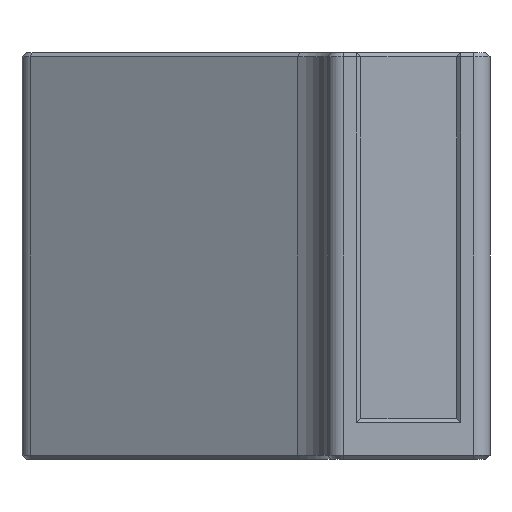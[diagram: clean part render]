
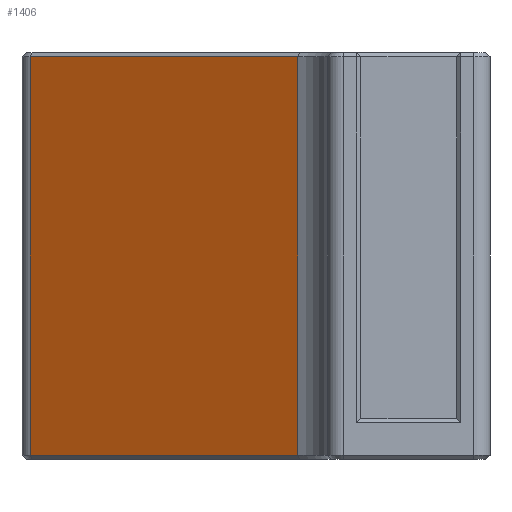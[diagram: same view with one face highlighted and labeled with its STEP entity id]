
A CAD part, front view. The second image highlights one B-rep face of the part: STEP entity #1406.
In plain terms, the highlighted planar face has unit normal (-0.5, -0.866, 0).
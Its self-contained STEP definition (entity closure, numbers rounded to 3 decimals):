
#88=FACE_OUTER_BOUND('',#177,.T.);
#177=EDGE_LOOP('',(#1096,#1097,#1098,#1099));
#284=LINE('',#2099,#451);
#370=LINE('',#2290,#537);
#371=LINE('',#2293,#538);
#372=LINE('',#2294,#539);
#451=VECTOR('',#1672,10.);
#537=VECTOR('',#1858,10.);
#538=VECTOR('',#1861,10.);
#539=VECTOR('',#1862,10.);
#620=VERTEX_POINT('',#2090);
#622=VERTEX_POINT('',#2096);
#678=VERTEX_POINT('',#2288);
#679=VERTEX_POINT('',#2292);
#742=EDGE_CURVE('',#620,#622,#284,.T.);
#841=EDGE_CURVE('',#622,#678,#370,.T.);
#842=EDGE_CURVE('',#678,#679,#371,.T.);
#843=EDGE_CURVE('',#620,#679,#372,.T.);
#1096=ORIENTED_EDGE('',*,*,#742,.T.);
#1097=ORIENTED_EDGE('',*,*,#841,.T.);
#1098=ORIENTED_EDGE('',*,*,#842,.T.);
#1099=ORIENTED_EDGE('',*,*,#843,.F.);
#1332=PLANE('',#1540);
#1406=ADVANCED_FACE('',(#88),#1332,.F.);
#1540=AXIS2_PLACEMENT_3D('',#2291,#1859,#1860);
#1672=DIRECTION('',(-0.866,0.5,0.));
#1858=DIRECTION('',(0.,0.,-1.));
#1859=DIRECTION('center_axis',(0.5,0.866,0.));
#1860=DIRECTION('ref_axis',(-0.866,0.5,0.));
#1861=DIRECTION('',(0.866,-0.5,0.));
#1862=DIRECTION('',(0.,0.,-1.));
#2090=CARTESIAN_POINT('',(-13.66,-3.66,49.5));
#2096=CARTESIAN_POINT('',(-46.569,15.34,49.5));
#2099=CARTESIAN_POINT('',(-11.495,-4.91,49.5));
#2288=CARTESIAN_POINT('',(-46.569,15.34,0.5));
#2290=CARTESIAN_POINT('',(-46.569,15.34,25.));
#2291=CARTESIAN_POINT('Origin',(-5.,-8.66,0.));
#2292=CARTESIAN_POINT('',(-13.66,-3.66,0.5));
#2293=CARTESIAN_POINT('',(-11.495,-4.91,0.5));
#2294=CARTESIAN_POINT('',(-13.66,-3.66,50.));
